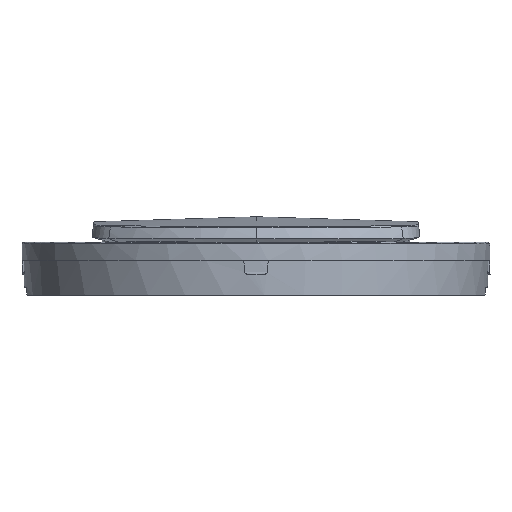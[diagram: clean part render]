
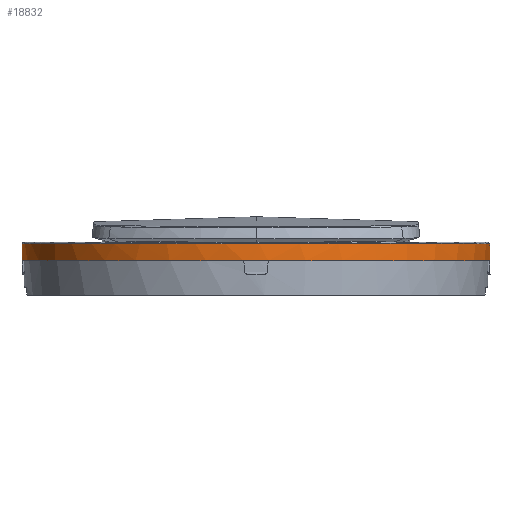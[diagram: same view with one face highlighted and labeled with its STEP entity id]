
A CAD part, front view. The second image highlights one B-rep face of the part: STEP entity #18832.
In plain terms, the highlighted conical face has half-angle 1.5 degrees and reference radius 26.5 mm.
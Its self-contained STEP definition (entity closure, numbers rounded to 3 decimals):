
#18698=AXIS2_PLACEMENT_3D('Circle Axis2P3D',#18696,#18697,$) ;
#18743=AXIS2_PLACEMENT_3D('Circle Axis2P3D',#18741,#18742,$) ;
#18789=AXIS2_PLACEMENT_3D('Cone Axis2P3D',#18786,#18787,#18788) ;
#18800=AXIS2_PLACEMENT_3D('Circle Axis2P3D',#18798,#18799,$) ;
#18805=AXIS2_PLACEMENT_3D('Circle Axis2P3D',#18803,#18804,$) ;
#18810=AXIS2_PLACEMENT_3D('Circle Axis2P3D',#18808,#18809,$) ;
#18340=CARTESIAN_POINT('Vertex',(-26.45,-0.008,8.304)) ;
#18344=CARTESIAN_POINT('Control Point',(26.45,-0.016,8.304)) ;
#18345=CARTESIAN_POINT('Control Point',(26.45,-0.046,8.304)) ;
#18346=CARTESIAN_POINT('Control Point',(26.45,-0.076,8.304)) ;
#18347=CARTESIAN_POINT('Control Point',(26.45,-0.106,8.304)) ;
#18348=CARTESIAN_POINT('Control Point',(26.443,-1.493,8.304)) ;
#18349=CARTESIAN_POINT('Control Point',(26.346,-2.88,8.304)) ;
#18350=CARTESIAN_POINT('Control Point',(26.163,-4.229,8.304)) ;
#18351=CARTESIAN_POINT('Control Point',(24.973,-10.135,8.304)) ;
#18352=CARTESIAN_POINT('Control Point',(22.134,-15.595,8.304)) ;
#18353=CARTESIAN_POINT('Control Point',(19.028,-19.263,8.304)) ;
#18354=CARTESIAN_POINT('Control Point',(13.316,-23.56,8.304)) ;
#18355=CARTESIAN_POINT('Control Point',(6.645,-25.761,8.304)) ;
#18356=CARTESIAN_POINT('Control Point',(4.348,-26.247,8.304)) ;
#18357=CARTESIAN_POINT('Control Point',(-0.312,-26.704,8.304)) ;
#18358=CARTESIAN_POINT('Control Point',(-4.958,-26.138,8.304)) ;
#18359=CARTESIAN_POINT('Control Point',(-7.239,-25.6,8.304)) ;
#18360=CARTESIAN_POINT('Control Point',(-11.643,-24.033,8.304)) ;
#18361=CARTESIAN_POINT('Control Point',(-15.6,-21.55,8.304)) ;
#18362=CARTESIAN_POINT('Control Point',(-17.433,-20.096,8.304)) ;
#18363=CARTESIAN_POINT('Control Point',(-21.304,-16.261,8.304)) ;
#18364=CARTESIAN_POINT('Control Point',(-24.099,-11.552,8.304)) ;
#18365=CARTESIAN_POINT('Control Point',(-25.289,-8.643,8.304)) ;
#18366=CARTESIAN_POINT('Control Point',(-26.129,-5.22,8.304)) ;
#18367=CARTESIAN_POINT('Control Point',(-26.397,-1.741,8.304)) ;
#18368=CARTESIAN_POINT('Control Point',(-26.42,-1.354,8.304)) ;
#18369=CARTESIAN_POINT('Control Point',(-26.44,-0.852,8.304)) ;
#18370=CARTESIAN_POINT('Control Point',(-26.448,-0.35,8.304)) ;
#18371=CARTESIAN_POINT('Control Point',(-26.449,-0.236,8.304)) ;
#18372=CARTESIAN_POINT('Control Point',(-26.45,-0.122,8.304)) ;
#18373=CARTESIAN_POINT('Control Point',(-26.45,-0.008,8.304)) ;
#18374=CARTESIAN_POINT('Vertex',(26.45,-0.016,8.304)) ;
#18411=CARTESIAN_POINT('Control Point',(26.45,0.,8.304)) ;
#18412=CARTESIAN_POINT('Control Point',(26.45,-0.003,8.304)) ;
#18413=CARTESIAN_POINT('Control Point',(26.45,-0.006,8.304)) ;
#18414=CARTESIAN_POINT('Control Point',(26.45,-0.01,8.304)) ;
#18415=CARTESIAN_POINT('Control Point',(26.45,-0.013,8.304)) ;
#18416=CARTESIAN_POINT('Control Point',(26.45,-0.016,8.304)) ;
#18417=CARTESIAN_POINT('Vertex',(26.45,0.,8.304)) ;
#18544=CARTESIAN_POINT('Vertex',(-26.45,0.,8.304)) ;
#18548=CARTESIAN_POINT('Control Point',(-26.45,-0.008,8.304)) ;
#18549=CARTESIAN_POINT('Control Point',(-26.45,-0.007,8.304)) ;
#18550=CARTESIAN_POINT('Control Point',(-26.45,-0.005,8.304)) ;
#18551=CARTESIAN_POINT('Control Point',(-26.45,-0.003,8.304)) ;
#18552=CARTESIAN_POINT('Control Point',(-26.45,-0.002,8.304)) ;
#18553=CARTESIAN_POINT('Control Point',(-26.45,0.,8.304)) ;
#18686=CARTESIAN_POINT('Vertex',(-26.464,-1.381,6.4)) ;
#18693=CARTESIAN_POINT('Vertex',(-1.381,-26.464,6.4)) ;
#18696=CARTESIAN_POINT('Axis2P3D Location',(0.,0.,6.4)) ;
#18738=CARTESIAN_POINT('Vertex',(26.464,-1.381,6.4)) ;
#18741=CARTESIAN_POINT('Axis2P3D Location',(0.,0.,6.4)) ;
#18745=CARTESIAN_POINT('Vertex',(1.381,-26.464,6.4)) ;
#18786=CARTESIAN_POINT('Axis2P3D Location',(0.,0.,6.4)) ;
#18791=CARTESIAN_POINT('Line Origine',(-26.473,0.,7.45)) ;
#18795=CARTESIAN_POINT('Vertex',(-26.5,0.,6.4)) ;
#18798=CARTESIAN_POINT('Axis2P3D Location',(0.,0.,6.4)) ;
#18803=CARTESIAN_POINT('Axis2P3D Location',(0.,0.,6.4)) ;
#18808=CARTESIAN_POINT('Axis2P3D Location',(0.,0.,6.4)) ;
#18812=CARTESIAN_POINT('Vertex',(26.5,0.,6.4)) ;
#18815=CARTESIAN_POINT('Line Origine',(26.473,0.,7.45)) ;
#18697=DIRECTION('Axis2P3D Direction',(0.,0.,1.)) ;
#18742=DIRECTION('Axis2P3D Direction',(0.,0.,1.)) ;
#18787=DIRECTION('Axis2P3D Direction',(-0.,-0.,-1.)) ;
#18788=DIRECTION('Axis2P3D XDirection',(-1.,0.,0.)) ;
#18792=DIRECTION('Vector Direction',(-0.026,0.,-1.)) ;
#18799=DIRECTION('Axis2P3D Direction',(0.,0.,1.)) ;
#18804=DIRECTION('Axis2P3D Direction',(0.,0.,1.)) ;
#18809=DIRECTION('Axis2P3D Direction',(0.,0.,1.)) ;
#18816=DIRECTION('Vector Direction',(0.026,0.,-1.)) ;
#18793=VECTOR('Line Direction',#18792,1.) ;
#18817=VECTOR('Line Direction',#18816,1.) ;
#18821=ORIENTED_EDGE('',*,*,#18419,.F.) ;
#18822=ORIENTED_EDGE('',*,*,#18376,.F.) ;
#18823=ORIENTED_EDGE('',*,*,#18554,.F.) ;
#18824=ORIENTED_EDGE('',*,*,#18797,.F.) ;
#18825=ORIENTED_EDGE('',*,*,#18802,.F.) ;
#18826=ORIENTED_EDGE('',*,*,#18700,.F.) ;
#18827=ORIENTED_EDGE('',*,*,#18807,.F.) ;
#18828=ORIENTED_EDGE('',*,*,#18747,.F.) ;
#18829=ORIENTED_EDGE('',*,*,#18814,.F.) ;
#18830=ORIENTED_EDGE('',*,*,#18819,.T.) ;
#18832=ADVANCED_FACE('bague',(#18831),#18790,.T.) ;
#18343=B_SPLINE_CURVE_WITH_KNOTS('',5,(#18344,#18345,#18346,#18347,#18348,#18349,#18350,#18351,#18352,#18353,#18354,#18355,#18356,#18357,#18358,#18359,#18360,#18361,#18362,#18363,#18364,#18365,#18366,#18367,#18368,#18369,#18370,#18371,#18372,#18373),.UNSPECIFIED.,.F.,.U.,(6,3,3,3,3,3,3,3,3,6),(23.635,23.839,33.108,64.896,80.792,96.688,112.564,133.738,136.388,137.166),.UNSPECIFIED.) ;
#18410=B_SPLINE_CURVE_WITH_KNOTS('',5,(#18411,#18412,#18413,#18414,#18415,#18416),.UNSPECIFIED.,.F.,.U.,(6,6),(47.975,47.997),.UNSPECIFIED.) ;
#18547=B_SPLINE_CURVE_WITH_KNOTS('',5,(#18548,#18549,#18550,#18551,#18552,#18553),.UNSPECIFIED.,.F.,.U.,(6,6),(50.628,50.639),.UNSPECIFIED.) ;
#18699=CIRCLE('generated circle',#18698,26.5) ;
#18744=CIRCLE('generated circle',#18743,26.5) ;
#18801=CIRCLE('generated circle',#18800,26.5) ;
#18806=CIRCLE('generated circle',#18805,26.5) ;
#18811=CIRCLE('generated circle',#18810,26.5) ;
#18790=CONICAL_SURFACE('Cone',#18789,26.5,0.026) ;
#18376=EDGE_CURVE('',#18341,#18375,#18343,.F.) ;
#18419=EDGE_CURVE('',#18375,#18418,#18410,.F.) ;
#18554=EDGE_CURVE('',#18545,#18341,#18547,.F.) ;
#18700=EDGE_CURVE('',#18694,#18687,#18699,.F.) ;
#18747=EDGE_CURVE('',#18739,#18746,#18744,.F.) ;
#18797=EDGE_CURVE('',#18796,#18545,#18794,.F.) ;
#18802=EDGE_CURVE('',#18687,#18796,#18801,.F.) ;
#18807=EDGE_CURVE('',#18746,#18694,#18806,.F.) ;
#18814=EDGE_CURVE('',#18813,#18739,#18811,.F.) ;
#18819=EDGE_CURVE('',#18813,#18418,#18818,.F.) ;
#18820=EDGE_LOOP('',(#18821,#18822,#18823,#18824,#18825,#18826,#18827,#18828,#18829,#18830)) ;
#18831=FACE_OUTER_BOUND('',#18820,.T.) ;
#18794=LINE('Line',#18791,#18793) ;
#18818=LINE('Line',#18815,#18817) ;
#18341=VERTEX_POINT('',#18340) ;
#18375=VERTEX_POINT('',#18374) ;
#18418=VERTEX_POINT('',#18417) ;
#18545=VERTEX_POINT('',#18544) ;
#18687=VERTEX_POINT('',#18686) ;
#18694=VERTEX_POINT('',#18693) ;
#18739=VERTEX_POINT('',#18738) ;
#18746=VERTEX_POINT('',#18745) ;
#18796=VERTEX_POINT('',#18795) ;
#18813=VERTEX_POINT('',#18812) ;
